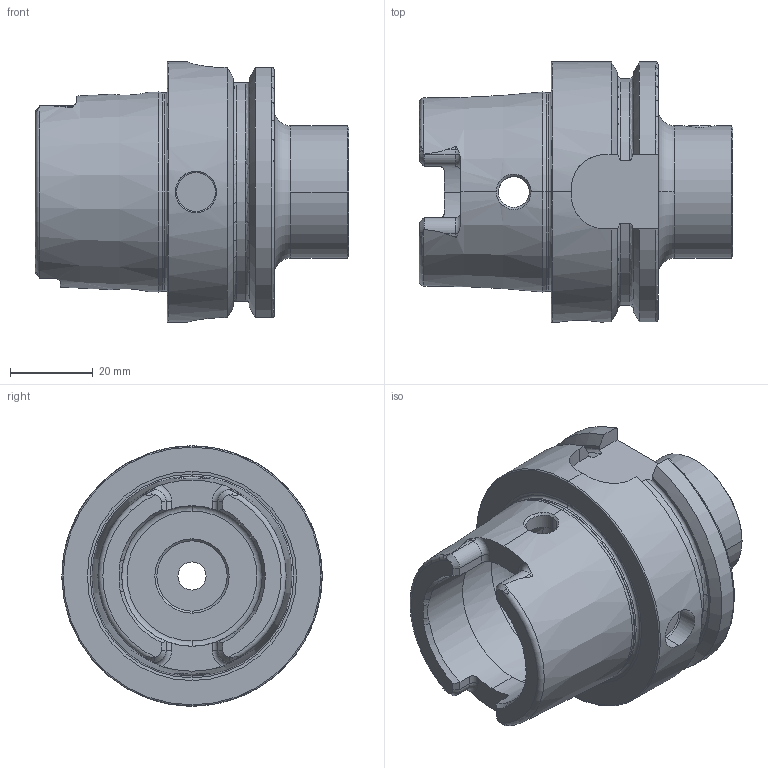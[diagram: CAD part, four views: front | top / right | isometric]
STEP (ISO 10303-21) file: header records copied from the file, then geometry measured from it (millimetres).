
FILE_DESCRIPTION (( 'STEP AP203' ), '1' );
FILE_NAME ('144.806.032.044.STEP', '2020-02-11T06:10:46', ( '' ), ( '' ), 'SwSTEP 2.0', 'SolidWorks 2017', '' );
FILE_SCHEMA (( 'CONFIG_CONTROL_DESIGN' ));
Length unit declared in the file: millimetre
Products named in the file (4): HA6-ST3.K01.044_B_Fertigbearbeitung; ST3-ER1.001.008_A; DIN 3771 - 16x1.5; 144.806.032.044
Assembly tree (3 placements, depth 2):
  144.806.032.044
    HA6-ST3.K01.044_B_Fertigbearbeitung
    ST3-ER1.001.008_A
    DIN 3771 - 16x1.5
Bounding box: 75.9 x 63 x 63 mm (x, y, z)
Volume: 90688.7 mm3; surface area: 25624 mm2
Topology: 3 solids, 3 shells, 227 faces, 592 edges, 368 vertices
Faces by surface type: plane 69, cylinder 58, cone 44, torus 42, bspline 14
Entity records: 9108 total; most frequent: CARTESIAN_POINT 3346, ORIENTED_EDGE 1180, DIRECTION 1069, EDGE_CURVE 590, AXIS2_PLACEMENT_3D 434, VERTEX_POINT 368, EDGE_LOOP 236, ADVANCED_FACE 227
